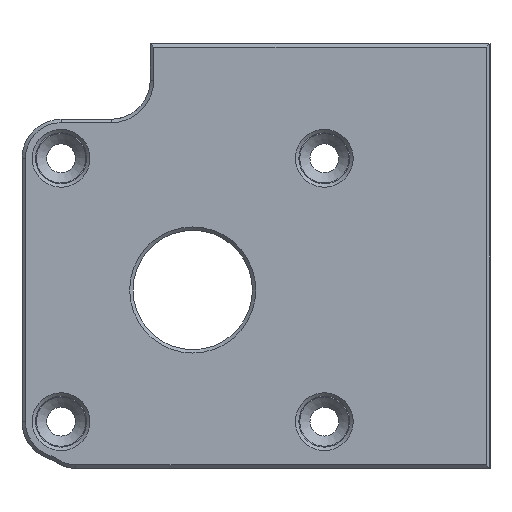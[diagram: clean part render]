
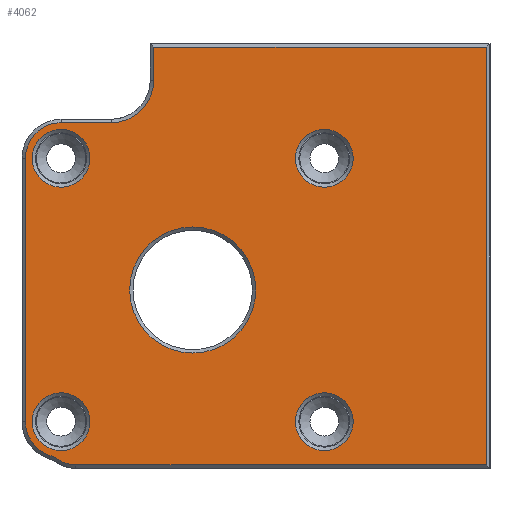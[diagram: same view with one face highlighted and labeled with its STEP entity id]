
A CAD part, left-side view. The second image highlights one B-rep face of the part: STEP entity #4062.
In plain terms, the highlighted planar face has unit normal (-1, 0, 0).
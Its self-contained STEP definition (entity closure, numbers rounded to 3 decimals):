
#132=FACE_BOUND('',#601,.T.);
#133=FACE_BOUND('',#602,.T.);
#134=FACE_BOUND('',#603,.T.);
#135=FACE_BOUND('',#604,.T.);
#136=FACE_BOUND('',#605,.T.);
#169=PLANE('',#4327);
#343=FACE_OUTER_BOUND('',#600,.T.);
#600=EDGE_LOOP('',(#2780,#2781,#2782,#2783,#2784,#2785,#2786,#2787,#2788,
#2789,#2790));
#601=EDGE_LOOP('',(#2791));
#602=EDGE_LOOP('',(#2792));
#603=EDGE_LOOP('',(#2793));
#604=EDGE_LOOP('',(#2794));
#605=EDGE_LOOP('',(#2795));
#894=LINE('',#6090,#1215);
#895=LINE('',#6092,#1216);
#896=LINE('',#6096,#1217);
#897=LINE('',#6100,#1218);
#898=LINE('',#6108,#1219);
#899=LINE('',#6109,#1220);
#1215=VECTOR('',#4817,10.);
#1216=VECTOR('',#4818,10.);
#1217=VECTOR('',#4821,10.);
#1218=VECTOR('',#4824,10.);
#1219=VECTOR('',#4831,10.);
#1220=VECTOR('',#4832,10.);
#1534=CIRCLE('',#4323,7.425);
#1537=CIRCLE('',#4328,5.);
#1538=CIRCLE('',#4329,4.2);
#1539=CIRCLE('',#4330,4.2);
#1540=CIRCLE('',#4331,4.4);
#1541=CIRCLE('',#4332,3.6);
#1542=CIRCLE('',#4333,3.4);
#1543=CIRCLE('',#4334,3.4);
#1544=CIRCLE('',#4335,3.4);
#1545=CIRCLE('',#4336,3.4);
#1772=VERTEX_POINT('',#6078);
#1775=VERTEX_POINT('',#6088);
#1776=VERTEX_POINT('',#6089);
#1777=VERTEX_POINT('',#6091);
#1778=VERTEX_POINT('',#6093);
#1779=VERTEX_POINT('',#6095);
#1780=VERTEX_POINT('',#6097);
#1781=VERTEX_POINT('',#6099);
#1782=VERTEX_POINT('',#6101);
#1783=VERTEX_POINT('',#6103);
#1784=VERTEX_POINT('',#6105);
#1785=VERTEX_POINT('',#6107);
#1786=VERTEX_POINT('',#6110);
#1787=VERTEX_POINT('',#6112);
#1788=VERTEX_POINT('',#6114);
#1789=VERTEX_POINT('',#6116);
#2149=EDGE_CURVE('',#1772,#1772,#1534,.T.);
#2154=EDGE_CURVE('',#1775,#1776,#894,.T.);
#2155=EDGE_CURVE('',#1777,#1775,#895,.T.);
#2156=EDGE_CURVE('',#1778,#1777,#1537,.T.);
#2157=EDGE_CURVE('',#1779,#1778,#896,.T.);
#2158=EDGE_CURVE('',#1780,#1779,#1538,.T.);
#2159=EDGE_CURVE('',#1781,#1780,#897,.T.);
#2160=EDGE_CURVE('',#1782,#1781,#1539,.T.);
#2161=EDGE_CURVE('',#1783,#1782,#1540,.T.);
#2162=EDGE_CURVE('',#1784,#1783,#1541,.T.);
#2163=EDGE_CURVE('',#1785,#1784,#898,.T.);
#2164=EDGE_CURVE('',#1776,#1785,#899,.T.);
#2165=EDGE_CURVE('',#1786,#1786,#1542,.T.);
#2166=EDGE_CURVE('',#1787,#1787,#1543,.T.);
#2167=EDGE_CURVE('',#1788,#1788,#1544,.T.);
#2168=EDGE_CURVE('',#1789,#1789,#1545,.T.);
#2780=ORIENTED_EDGE('',*,*,#2154,.F.);
#2781=ORIENTED_EDGE('',*,*,#2155,.F.);
#2782=ORIENTED_EDGE('',*,*,#2156,.F.);
#2783=ORIENTED_EDGE('',*,*,#2157,.F.);
#2784=ORIENTED_EDGE('',*,*,#2158,.F.);
#2785=ORIENTED_EDGE('',*,*,#2159,.F.);
#2786=ORIENTED_EDGE('',*,*,#2160,.F.);
#2787=ORIENTED_EDGE('',*,*,#2161,.F.);
#2788=ORIENTED_EDGE('',*,*,#2162,.F.);
#2789=ORIENTED_EDGE('',*,*,#2163,.F.);
#2790=ORIENTED_EDGE('',*,*,#2164,.F.);
#2791=ORIENTED_EDGE('',*,*,#2165,.F.);
#2792=ORIENTED_EDGE('',*,*,#2166,.F.);
#2793=ORIENTED_EDGE('',*,*,#2167,.F.);
#2794=ORIENTED_EDGE('',*,*,#2168,.F.);
#2795=ORIENTED_EDGE('',*,*,#2149,.F.);
#4062=ADVANCED_FACE('',(#343,#132,#133,#134,#135,#136),#169,.T.);
#4323=AXIS2_PLACEMENT_3D('',#6079,#4805,#4806);
#4327=AXIS2_PLACEMENT_3D('',#6087,#4815,#4816);
#4328=AXIS2_PLACEMENT_3D('',#6094,#4819,#4820);
#4329=AXIS2_PLACEMENT_3D('',#6098,#4822,#4823);
#4330=AXIS2_PLACEMENT_3D('',#6102,#4825,#4826);
#4331=AXIS2_PLACEMENT_3D('',#6104,#4827,#4828);
#4332=AXIS2_PLACEMENT_3D('',#6106,#4829,#4830);
#4333=AXIS2_PLACEMENT_3D('',#6111,#4833,#4834);
#4334=AXIS2_PLACEMENT_3D('',#6113,#4835,#4836);
#4335=AXIS2_PLACEMENT_3D('',#6115,#4837,#4838);
#4336=AXIS2_PLACEMENT_3D('',#6117,#4839,#4840);
#4805=DIRECTION('center_axis',(-1.,0.,0.));
#4806=DIRECTION('ref_axis',(0.,0.,-1.));
#4815=DIRECTION('center_axis',(-1.,0.,0.));
#4816=DIRECTION('ref_axis',(0.,-1.,0.));
#4817=DIRECTION('',(0.,-1.,0.));
#4818=DIRECTION('',(0.,0.,1.));
#4819=DIRECTION('center_axis',(-1.,0.,0.));
#4820=DIRECTION('ref_axis',(0.,-0.707,-0.707));
#4821=DIRECTION('',(0.,-1.,0.));
#4822=DIRECTION('center_axis',(1.,0.,0.));
#4823=DIRECTION('ref_axis',(0.,1.,0.));
#4824=DIRECTION('',(0.,0.,1.));
#4825=DIRECTION('center_axis',(1.,0.,0.));
#4826=DIRECTION('ref_axis',(0.,1.,0.));
#4827=DIRECTION('center_axis',(-1.,0.,0.));
#4828=DIRECTION('ref_axis',(0.,-0.435,0.9));
#4829=DIRECTION('center_axis',(1.,0.,0.));
#4830=DIRECTION('ref_axis',(0.,0.658,-0.753));
#4831=DIRECTION('',(0.,1.,0.));
#4832=DIRECTION('',(0.,0.,-1.));
#4833=DIRECTION('center_axis',(-1.,0.,0.));
#4834=DIRECTION('ref_axis',(0.,1.,0.));
#4835=DIRECTION('center_axis',(-1.,0.,0.));
#4836=DIRECTION('ref_axis',(0.,1.,0.));
#4837=DIRECTION('center_axis',(-1.,0.,0.));
#4838=DIRECTION('ref_axis',(0.,1.,0.));
#4839=DIRECTION('center_axis',(-1.,0.,0.));
#4840=DIRECTION('ref_axis',(0.,1.,0.));
#6078=CARTESIAN_POINT('',(-254.869,-158.543,315.306));
#6079=CARTESIAN_POINT('Origin',(-254.869,-158.543,307.881));
#6087=CARTESIAN_POINT('Origin',(-254.869,-143.043,323.381));
#6088=CARTESIAN_POINT('',(-254.869,-153.943,336.481));
#6089=CARTESIAN_POINT('',(-254.869,-193.143,336.481));
#6090=CARTESIAN_POINT('',(-254.869,-158.293,336.481));
#6091=CARTESIAN_POINT('',(-254.869,-153.943,332.581));
#6092=CARTESIAN_POINT('',(-254.869,-153.943,330.131));
#6093=CARTESIAN_POINT('',(-254.869,-148.943,327.581));
#6094=CARTESIAN_POINT('Origin',(-254.869,-148.943,332.581));
#6095=CARTESIAN_POINT('',(-254.869,-143.043,327.581));
#6096=CARTESIAN_POINT('',(-254.869,-140.743,327.581));
#6097=CARTESIAN_POINT('',(-254.869,-138.843,323.381));
#6098=CARTESIAN_POINT('Origin',(-254.869,-143.043,323.381));
#6099=CARTESIAN_POINT('',(-254.869,-138.843,292.381));
#6100=CARTESIAN_POINT('',(-254.869,-138.843,305.581));
#6101=CARTESIAN_POINT('',(-254.869,-141.736,288.39));
#6102=CARTESIAN_POINT('Origin',(-254.869,-143.043,292.381));
#6103=CARTESIAN_POINT('',(-254.869,-142.794,287.879));
#6104=CARTESIAN_POINT('Origin',(-254.869,-140.367,284.208));
#6105=CARTESIAN_POINT('',(-254.869,-144.78,287.281));
#6106=CARTESIAN_POINT('Origin',(-254.869,-144.78,290.881));
#6107=CARTESIAN_POINT('',(-254.869,-193.143,287.281));
#6108=CARTESIAN_POINT('',(-254.869,-160.843,287.281));
#6109=CARTESIAN_POINT('',(-254.869,-193.143,330.131));
#6110=CARTESIAN_POINT('',(-254.869,-177.443,323.381));
#6111=CARTESIAN_POINT('Origin',(-254.869,-174.043,323.381));
#6112=CARTESIAN_POINT('',(-254.869,-146.443,292.381));
#6113=CARTESIAN_POINT('Origin',(-254.869,-143.043,292.381));
#6114=CARTESIAN_POINT('',(-254.869,-177.443,292.381));
#6115=CARTESIAN_POINT('Origin',(-254.869,-174.043,292.381));
#6116=CARTESIAN_POINT('',(-254.869,-146.443,323.381));
#6117=CARTESIAN_POINT('Origin',(-254.869,-143.043,323.381));
